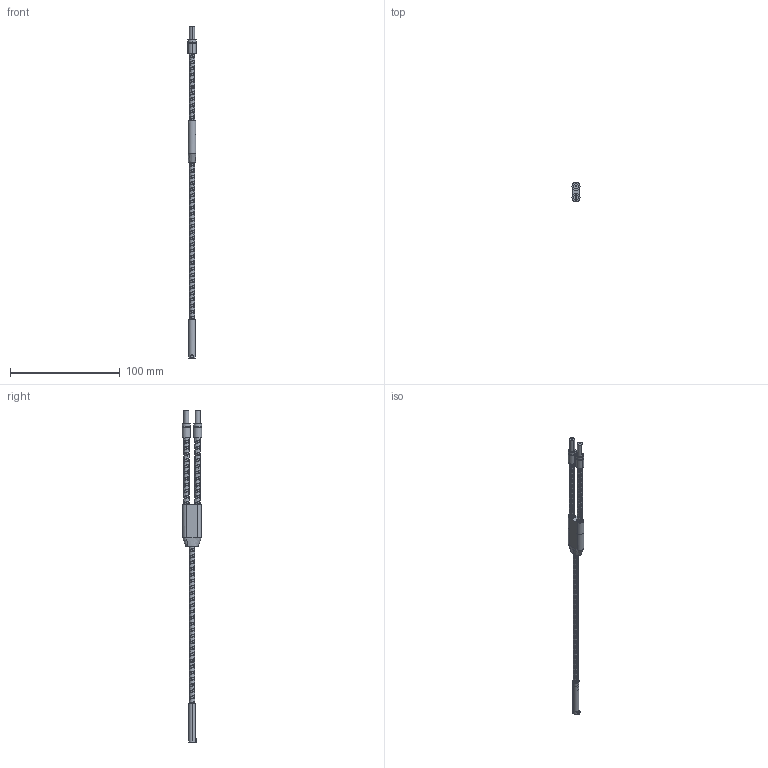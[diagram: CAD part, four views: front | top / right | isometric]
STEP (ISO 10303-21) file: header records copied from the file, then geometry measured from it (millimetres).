
FILE_DESCRIPTION((''),'2;1');
FILE_NAME('193314_ASM','2016-02-10T',('pdmadmin'),(''),'PRO/ENGINEER BY PARAMETRIC TECHNOLOGY CORPORATION, 2013230','PRO/ENGINEER BY PARAMETRIC TECHNOLOGY CORPORATION, 2013230','');
FILE_SCHEMA(('CONFIG_CONTROL_DESIGN'));
Length unit declared in the file: inch
Products named in the file (7): SHRINKTUBE_AF0; 30477; 15498_GENERIC; TERMINUS_-29; 20879_SMETA; 20879_ASM; 193314_ASM
Assembly tree (8 placements, depth 3):
  193314_ASM
    20879_ASM
      SHRINKTUBE_AF0
      30477
      15498_GENERIC  x2
      TERMINUS_-29  x2
      20879_SMETA
Bounding box: 7.37 x 17.53 x 302.77 mm (x, y, z)
Volume: 6501 mm3; surface area: 17137.4 mm2
Topology: 7 solids, 7 shells, 317 faces, 700 edges, 407 vertices
Faces by surface type: bspline 236, cylinder 45, plane 28, cone 8
Entity records: 49295 total; most frequent: CARTESIAN_POINT 44992, ORIENTED_EDGE 1020, DIRECTION 538, EDGE_CURVE 510, VERTEX_POINT 297, EDGE_LOOP 239, FACE_OUTER_BOUND 230, ADVANCED_FACE 230
